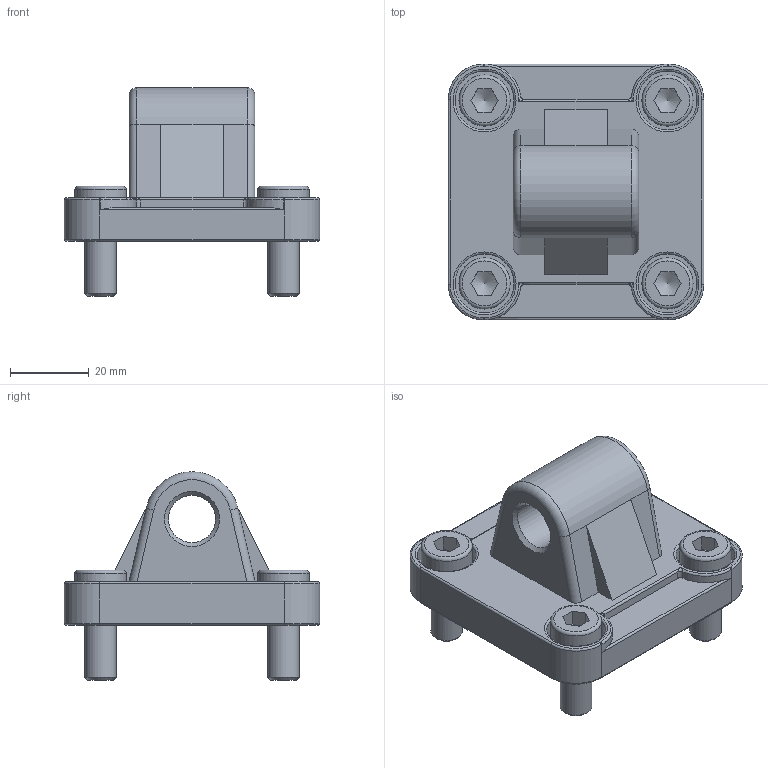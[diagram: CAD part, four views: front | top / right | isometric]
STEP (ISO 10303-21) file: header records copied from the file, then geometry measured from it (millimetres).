
FILE_DESCRIPTION(/* description */ (''),/* implementation_level */ '2;1');
FILE_NAME(/* name */ 'CAD_69502.stp',/* time_stamp */ '2016-06-13T13:02:48+02:00',/* author */ ('Hypex'),/* organization */ ('Hypex'),/* preprocessor_version */ 'ST-DEVELOPER v16.1',/* originating_system */ 'Autodesk Inventor 2016',/* authorisation */ '');
FILE_SCHEMA (('AUTOMOTIVE_DESIGN { 1 0 10303 214 3 1 1 }'));
Length unit declared in the file: millimetre
Products named in the file (1): CAD_69502
Bounding box: 65 x 65 x 53 mm (x, y, z)
Volume: 59988.2 mm3; surface area: 19906.8 mm2
Topology: 1 solids, 1 shells, 157 faces, 352 edges, 211 vertices
Faces by surface type: plane 63, cylinder 49, torus 26, cone 15, bspline 4
Full cylindrical faces by diameter (mm): 8 x4, 9 x4, 12 x1, 13 x4, 15 x4, 40 x1
Entity records: 4380 total; most frequent: CARTESIAN_POINT 964, DIRECTION 694, ORIENTED_EDGE 590, EDGE_CURVE 295, AXIS2_PLACEMENT_3D 281, EDGE_LOOP 222, VERTEX_POINT 203, STYLED_ITEM 158
